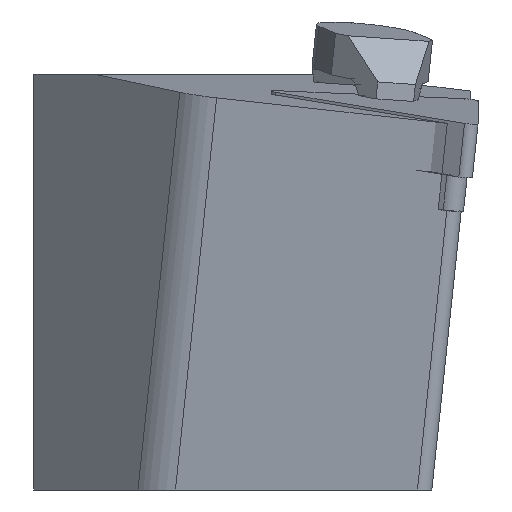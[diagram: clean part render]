
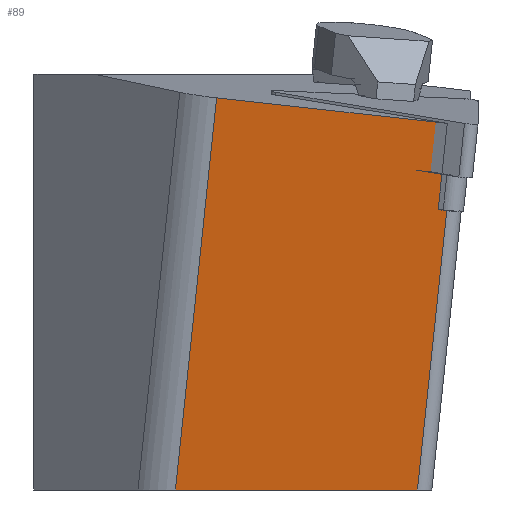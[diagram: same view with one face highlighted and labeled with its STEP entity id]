
A CAD part, left-side view. The second image highlights one B-rep face of the part: STEP entity #89.
In plain terms, the highlighted planar face has unit normal (-0.993, 0.063, -0.098).
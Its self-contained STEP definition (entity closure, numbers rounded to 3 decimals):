
#89=ADVANCED_FACE('',(#176),#135,.F.);
#135=PLANE('',#995);
#176=FACE_OUTER_BOUND('',#227,.T.);
#227=EDGE_LOOP('',(#577,#578,#579,#580,#581,#582,#583));
#270=LINE('',#1342,#372);
#280=LINE('',#1370,#382);
#281=LINE('',#1375,#383);
#297=LINE('',#1410,#399);
#312=LINE('',#1440,#414);
#313=LINE('',#1442,#415);
#314=LINE('',#1443,#416);
#372=VECTOR('',#1082,1.);
#382=VECTOR('',#1104,1.);
#383=VECTOR('',#1109,1.);
#399=VECTOR('',#1135,1.);
#414=VECTOR('',#1168,1.);
#415=VECTOR('',#1169,1.);
#416=VECTOR('',#1170,1.);
#577=ORIENTED_EDGE('',*,*,#877,.F.);
#578=ORIENTED_EDGE('',*,*,#878,.T.);
#579=ORIENTED_EDGE('',*,*,#828,.T.);
#580=ORIENTED_EDGE('',*,*,#842,.F.);
#581=ORIENTED_EDGE('',*,*,#879,.T.);
#582=ORIENTED_EDGE('',*,*,#862,.F.);
#583=ORIENTED_EDGE('',*,*,#844,.F.);
#736=VERTEX_POINT('',#1341);
#737=VERTEX_POINT('',#1343);
#748=VERTEX_POINT('',#1369);
#749=VERTEX_POINT('',#1373);
#751=VERTEX_POINT('',#1376);
#760=VERTEX_POINT('',#1400);
#771=VERTEX_POINT('',#1441);
#828=EDGE_CURVE('',#737,#736,#270,.T.);
#842=EDGE_CURVE('',#748,#736,#280,.T.);
#844=EDGE_CURVE('',#749,#751,#281,.T.);
#862=EDGE_CURVE('',#751,#760,#297,.T.);
#877=EDGE_CURVE('',#771,#749,#312,.T.);
#878=EDGE_CURVE('',#771,#737,#313,.T.);
#879=EDGE_CURVE('',#748,#760,#314,.T.);
#995=AXIS2_PLACEMENT_3D('',#1444,#1171,#1172);
#1082=DIRECTION('',(-0.105,-0.104,0.989));
#1104=DIRECTION('',(-0.052,-0.993,-0.11));
#1109=DIRECTION('',(0.105,0.104,-0.989));
#1135=DIRECTION('',(0.063,0.998,0.));
#1168=DIRECTION('',(-0.052,-0.993,-0.11));
#1169=DIRECTION('',(-0.105,-0.104,0.989));
#1170=DIRECTION('',(0.105,0.104,-0.989));
#1171=DIRECTION('',(0.993,-0.063,0.098));
#1172=DIRECTION('',(0.099,0.,-0.995));
#1341=CARTESIAN_POINT('',(2.062,-36.296,0.199));
#1342=CARTESIAN_POINT('',(-5.356,-43.673,70.389));
#1343=CARTESIAN_POINT('',(2.528,-35.832,-4.212));
#1369=CARTESIAN_POINT('',(3.124,-16.046,2.439));
#1370=CARTESIAN_POINT('',(2.022,-37.053,0.115));
#1373=CARTESIAN_POINT('',(2.821,-36.259,-7.442));
#1375=CARTESIAN_POINT('',(7.217,-31.887,-49.042));
#1376=CARTESIAN_POINT('',(5.416,-33.678,-32.));
#1400=CARTESIAN_POINT('',(6.763,-12.426,-32.));
#1410=CARTESIAN_POINT('',(5.536,-31.78,-32.));
#1440=CARTESIAN_POINT('',(2.821,-36.259,-7.442));
#1441=CARTESIAN_POINT('',(2.86,-35.502,-7.358));
#1442=CARTESIAN_POINT('',(-5.356,-43.673,70.389));
#1443=CARTESIAN_POINT('',(8.319,-10.879,-46.718));
#1444=CARTESIAN_POINT('',(7.217,-31.887,-49.042));
